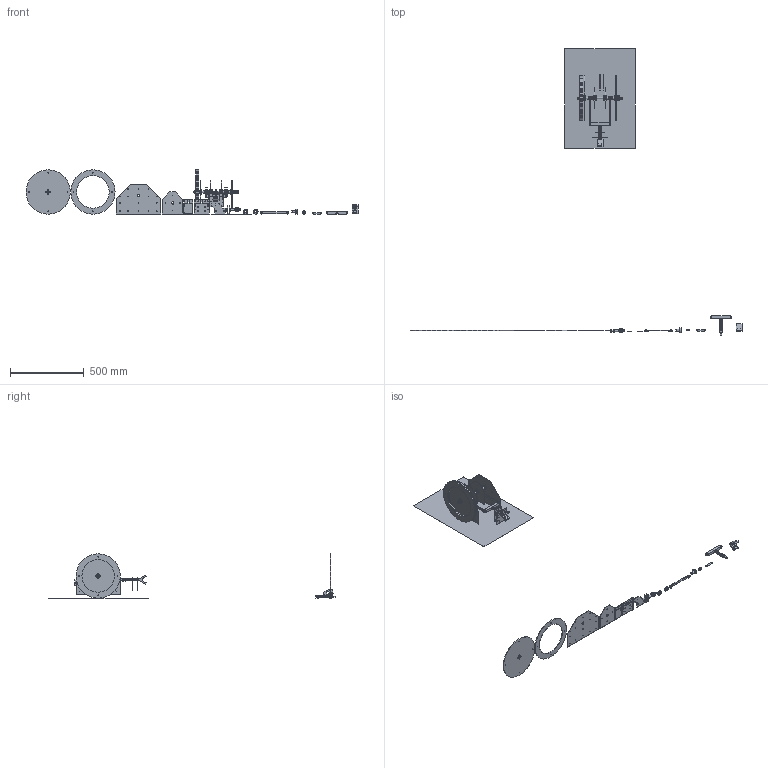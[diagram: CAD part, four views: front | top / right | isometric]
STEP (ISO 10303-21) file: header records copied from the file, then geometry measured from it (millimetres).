
FILE_DESCRIPTION(/* description */ (''),/* implementation_level */ '2;1');
FILE_NAME(/* name */ 'XXL Final.step',/* time_stamp */ '2019-05-19T18:21:46+01:00',/* author */ ('Robert Imani'),/* organization */ (''),/* preprocessor_version */ 'ST-DEVELOPER v17',/* originating_system */ 'AutoCAD Mechanical',/* authorisation */ '');
FILE_SCHEMA (('AUTOMOTIVE_DESIGN { 1 0 10303 214 3 1 1 }'));
Products named in the file (1): Product
Bounding box: 2249.46 x 1943.43 x 300.2 mm (x, y, z)
Volume: 2284088.1 mm3; surface area: 1990895.6 mm2
Topology: 61 solids, 61 shells, 1828 faces, 4477 edges, 2805 vertices
Faces by surface type: plane 895, cylinder 417, cone 300, torus 216
Full cylindrical faces by diameter (mm): 2 x48, 3 x137, 4 x8, 6 x6, 10 x9, 14 x4, 15 x14, 16 x12, 17 x6, 20 x3, 32 x9, 220 x5, 300 x7
Entity records: 55096 total; most frequent: CARTESIAN_POINT 9927, DIRECTION 9719, ORIENTED_EDGE 8954, EDGE_CURVE 4477, AXIS2_PLACEMENT_3D 3557, VERTEX_POINT 2805, LINE 2605, VECTOR 2605
